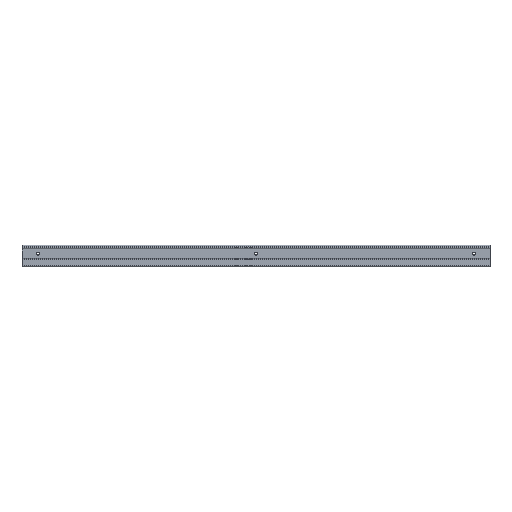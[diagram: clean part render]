
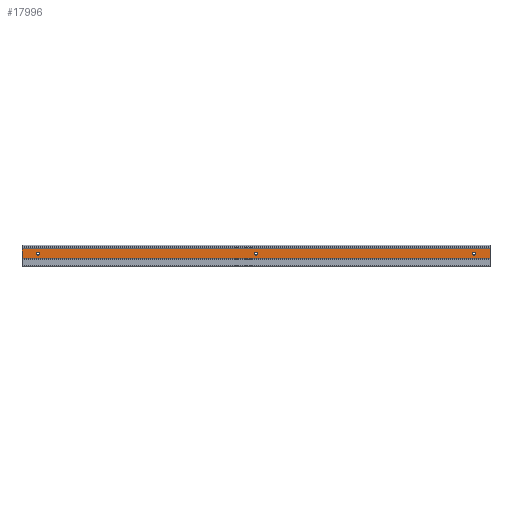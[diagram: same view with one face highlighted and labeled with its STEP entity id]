
A CAD part, left-side view. The second image highlights one B-rep face of the part: STEP entity #17996.
In plain terms, the highlighted planar face has unit normal (-1, 0, 0).
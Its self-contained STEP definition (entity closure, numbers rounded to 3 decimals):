
#302 = CARTESIAN_POINT ( 'NONE',  ( -32., 37.5, -19.5 ) ) ;
#413 = VECTOR ( 'NONE', #7264, 1000. ) ;
#462 = CARTESIAN_POINT ( 'NONE',  ( -32., 1100., -30. ) ) ;
#489 = AXIS2_PLACEMENT_3D ( 'NONE', #4920, #10524, #16237 ) ;
#543 = CIRCLE ( 'NONE', #489, 3.5 ) ;
#793 = ORIENTED_EDGE ( 'NONE', *, *, #12805, .F. ) ;
#1014 = ORIENTED_EDGE ( 'NONE', *, *, #7200, .T. ) ;
#1106 = ORIENTED_EDGE ( 'NONE', *, *, #15803, .F. ) ;
#1401 = ORIENTED_EDGE ( 'NONE', *, *, #9548, .T. ) ;
#1436 = CARTESIAN_POINT ( 'NONE',  ( -32., 1100., -7.5 ) ) ;
#1591 = ORIENTED_EDGE ( 'NONE', *, *, #11063, .T. ) ;
#1705 = VERTEX_POINT ( 'NONE', #16109 ) ;
#1961 = DIRECTION ( 'NONE',  ( 0., 0., -1. ) ) ;
#1966 = ORIENTED_EDGE ( 'NONE', *, *, #3611, .F. ) ;
#2003 = DIRECTION ( 'NONE',  ( 0., 0., 1. ) ) ;
#2426 = ORIENTED_EDGE ( 'NONE', *, *, #17184, .F. ) ;
#2728 = LINE ( 'NONE', #8516, #9953 ) ;
#2779 = EDGE_LOOP ( 'NONE', ( #1591, #1401, #1106, #1014 ) ) ;
#3271 = CIRCLE ( 'NONE', #3305, 3.5 ) ;
#3305 = AXIS2_PLACEMENT_3D ( 'NONE', #302, #18328, #2003 ) ;
#3422 = PLANE ( 'NONE',  #10275 ) ;
#3611 = EDGE_CURVE ( 'NONE', #6264, #6264, #3271, .T. ) ;
#3856 = CARTESIAN_POINT ( 'NONE',  ( -32., 550., -19.5 ) ) ;
#3950 = CARTESIAN_POINT ( 'NONE',  ( -32., 1100., -8.5 ) ) ;
#4526 = DIRECTION ( 'NONE',  ( 0., 1., 0. ) ) ;
#4874 = FACE_BOUND ( 'NONE', #8627, .T. ) ;
#4920 = CARTESIAN_POINT ( 'NONE',  ( -32., 1062.5, -19.5 ) ) ;
#5449 = CARTESIAN_POINT ( 'NONE',  ( -32., 1100., -30. ) ) ;
#5981 = VERTEX_POINT ( 'NONE', #5449 ) ;
#6264 = VERTEX_POINT ( 'NONE', #11823 ) ;
#6347 = DIRECTION ( 'NONE',  ( 0., -1., 0. ) ) ;
#7200 = EDGE_CURVE ( 'NONE', #5981, #1705, #13343, .T. ) ;
#7264 = DIRECTION ( 'NONE',  ( 0., 0., 1. ) ) ;
#7765 = VERTEX_POINT ( 'NONE', #13388 ) ;
#7849 = VERTEX_POINT ( 'NONE', #8738 ) ;
#8516 = CARTESIAN_POINT ( 'NONE',  ( -32., 0., -7.5 ) ) ;
#8627 = EDGE_LOOP ( 'NONE', ( #1966 ) ) ;
#8722 = EDGE_LOOP ( 'NONE', ( #793 ) ) ;
#8738 = CARTESIAN_POINT ( 'NONE',  ( -32., 0., -8.5 ) ) ;
#8935 = EDGE_LOOP ( 'NONE', ( #2426 ) ) ;
#9152 = CARTESIAN_POINT ( 'NONE',  ( -32., 1100., -7.5 ) ) ;
#9402 = AXIS2_PLACEMENT_3D ( 'NONE', #3856, #9550, #15147 ) ;
#9548 = EDGE_CURVE ( 'NONE', #7849, #13022, #11520, .T. ) ;
#9550 = DIRECTION ( 'NONE',  ( -1., 0., 0. ) ) ;
#9930 = VERTEX_POINT ( 'NONE', #15577 ) ;
#9953 = VECTOR ( 'NONE', #14141, 1000. ) ;
#10275 = AXIS2_PLACEMENT_3D ( 'NONE', #9152, #14764, #1961 ) ;
#10478 = FACE_OUTER_BOUND ( 'NONE', #2779, .T. ) ;
#10524 = DIRECTION ( 'NONE',  ( -1., 0., 0. ) ) ;
#11063 = EDGE_CURVE ( 'NONE', #1705, #7849, #2728, .T. ) ;
#11520 = LINE ( 'NONE', #17282, #18510 ) ;
#11823 = CARTESIAN_POINT ( 'NONE',  ( -32., 37.5, -16. ) ) ;
#12805 = EDGE_CURVE ( 'NONE', #7765, #7765, #543, .T. ) ;
#13022 = VERTEX_POINT ( 'NONE', #3950 ) ;
#13343 = LINE ( 'NONE', #462, #15334 ) ;
#13388 = CARTESIAN_POINT ( 'NONE',  ( -32., 1062.5, -16. ) ) ;
#14141 = DIRECTION ( 'NONE',  ( 0., 0., 1. ) ) ;
#14265 = LINE ( 'NONE', #1436, #413 ) ;
#14764 = DIRECTION ( 'NONE',  ( 1., 0., 0. ) ) ;
#15147 = DIRECTION ( 'NONE',  ( 0., 0., 1. ) ) ;
#15334 = VECTOR ( 'NONE', #6347, 1000. ) ;
#15577 = CARTESIAN_POINT ( 'NONE',  ( -32., 550., -16. ) ) ;
#15803 = EDGE_CURVE ( 'NONE', #5981, #13022, #14265, .T. ) ;
#16109 = CARTESIAN_POINT ( 'NONE',  ( -32., 0., -30. ) ) ;
#16189 = FACE_BOUND ( 'NONE', #8722, .T. ) ;
#16237 = DIRECTION ( 'NONE',  ( 0., 0., 1. ) ) ;
#17184 = EDGE_CURVE ( 'NONE', #9930, #9930, #17441, .T. ) ;
#17282 = CARTESIAN_POINT ( 'NONE',  ( -32., 1100., -8.5 ) ) ;
#17441 = CIRCLE ( 'NONE', #9402, 3.5 ) ;
#17625 = FACE_BOUND ( 'NONE', #8935, .T. ) ;
#17996 = ADVANCED_FACE ( 'NONE', ( #17625, #4874, #10478, #16189 ), #3422, .F. ) ;
#18328 = DIRECTION ( 'NONE',  ( -1., 0., 0. ) ) ;
#18510 = VECTOR ( 'NONE', #4526, 1000. ) ;
